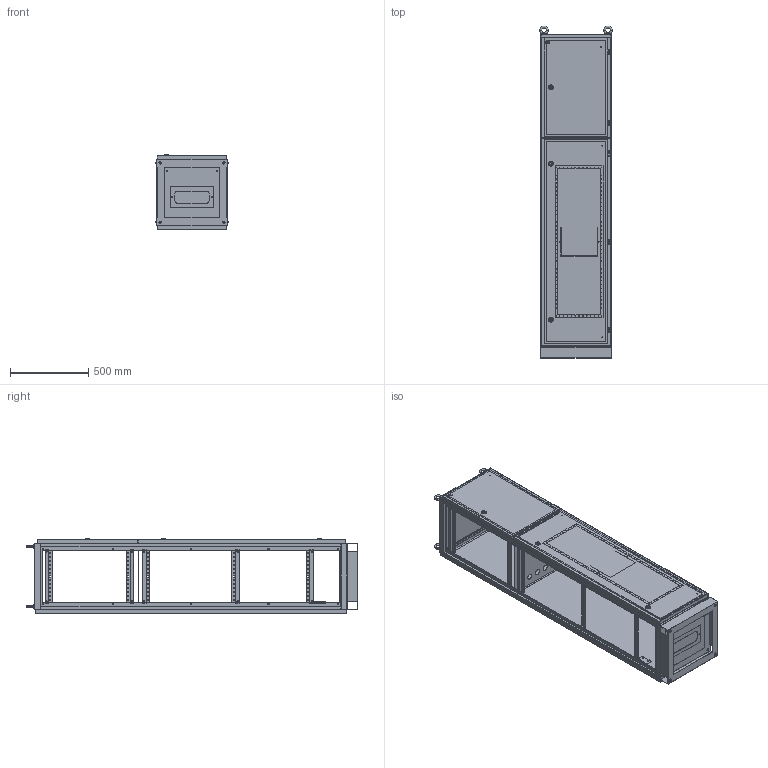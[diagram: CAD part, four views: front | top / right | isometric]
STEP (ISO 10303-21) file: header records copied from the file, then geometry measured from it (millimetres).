
FILE_DESCRIPTION (( 'STEP AP214' ), '1' );
FILE_NAME ('YKM2-C3-2044-54 Øêàô íàïîëüíûé öåëüíîñâàðíîé ÂÐÓ-2 20.45.45 IP54 TITAN.STEP', '2016-09-22T07:43:28', ( 'user' ), ( '' ), 'SwSTEP 2.0', 'SolidWorks 2014', '' );
FILE_SCHEMA (( 'AUTOMOTIVE_DESIGN' ));
Length unit declared in the file: millimetre
Products named in the file (6): Äâåðü äëÿ ÂÐÓ-2 2000õ450 IP54; Îáîëî÷êà ÂÐÓ-2 2000õ450õ450 IP54; YKM2-C3-2044-54 Øêàô íàïîëüíûé öåëüíîñâàðíîé ÂÐÓ-2 20.45.45 IP54 TITAN; Öîêîëü äëÿ ÂÐÓ 450õ450; Ñòåíêà çàäíÿÿ äëÿ ÂÐÓ-õ 2000õ450 IP54; Äâåðü ó÷¸òíîãî îòñåêà 450 IP54
Assembly tree (5 placements, depth 2):
  YKM2-C3-2044-54 Øêàô íàïîëüíûé öåëüíîñâàðíîé ÂÐÓ-2 20.45.45 IP54 TITAN
    Îáîëî÷êà ÂÐÓ-2 2000õ450õ450 IP54
    Äâåðü äëÿ ÂÐÓ-2 2000õ450 IP54
    Äâåðü ó÷¸òíîãî îòñåêà 450 IP54
    Ñòåíêà çàäíÿÿ äëÿ ÂÐÓ-õ 2000õ450 IP54
    Öîêîëü äëÿ ÂÐÓ 450õ450
Bounding box: 464 x 2126 x 477.5 mm (x, y, z)
Volume: 7677193.9 mm3; surface area: 8618863.4 mm2
Topology: 29 solids, 29 shells, 2620 faces, 6919 edges, 4508 vertices
Faces by surface type: plane 1723, cylinder 670, cone 158, bspline 39, torus 22, sphere 8
Entity records: 84106 total; most frequent: CARTESIAN_POINT 16432, ORIENTED_EDGE 13838, DIRECTION 13244, EDGE_CURVE 6919, VECTOR 4956, LINE 4956, VERTEX_POINT 4508, AXIS2_PLACEMENT_3D 4144
